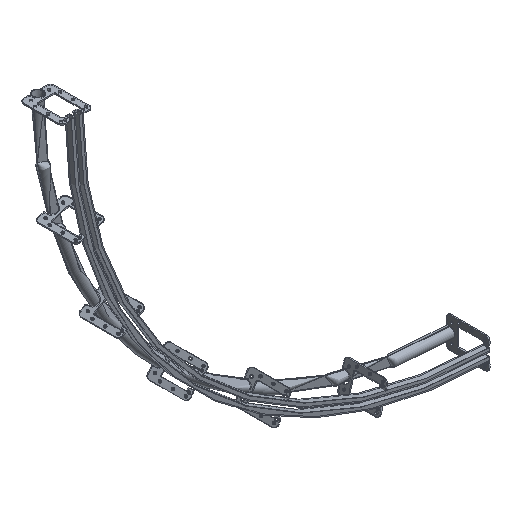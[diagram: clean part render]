
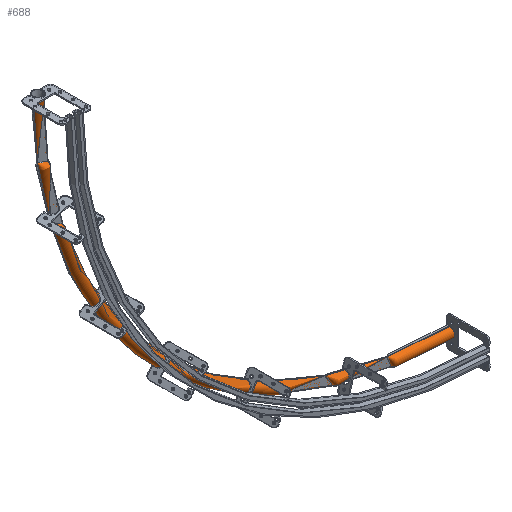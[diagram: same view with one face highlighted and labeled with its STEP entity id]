
A CAD part, isometric view. The second image highlights one B-rep face of the part: STEP entity #688.
In plain terms, the highlighted toroidal (fillet/blend) face has major radius 1000 mm and minor radius 12.7 mm.
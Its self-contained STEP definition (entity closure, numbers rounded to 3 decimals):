
#263 = CARTESIAN_POINT ( 'NONE',  ( 0., 0., -1000. ) ) ;
#272 = CARTESIAN_POINT ( 'NONE',  ( 0., 0., 0. ) ) ;
#396 = VERTEX_POINT ( 'NONE', #3041 ) ;
#455 = DIRECTION ( 'NONE',  ( 0., 0., 1. ) ) ;
#456 = CARTESIAN_POINT ( 'NONE',  ( 0., 0., -987.3 ) ) ;
#494 = DIRECTION ( 'NONE',  ( -1., 0., 0. ) ) ;
#525 = VERTEX_POINT ( 'NONE', #1714 ) ;
#614 = TOROIDAL_SURFACE ( 'NONE', #2598, 1000., 12.7 ) ;
#688 = ADVANCED_FACE ( 'NONE', ( #1438 ), #614, .T. ) ;
#973 = AXIS2_PLACEMENT_3D ( 'NONE', #3180, #455, #3132 ) ;
#1008 = DIRECTION ( 'NONE',  ( 0., 0., 1. ) ) ;
#1101 = EDGE_CURVE ( 'NONE', #525, #2685, #2679, .T. ) ;
#1211 = DIRECTION ( 'NONE',  ( 0., 1., 0. ) ) ;
#1386 = ORIENTED_EDGE ( 'NONE', *, *, #1592, .F. ) ;
#1438 = FACE_OUTER_BOUND ( 'NONE', #2023, .T. ) ;
#1454 = DIRECTION ( 'NONE',  ( 0., 0., 1. ) ) ;
#1547 = CARTESIAN_POINT ( 'NONE',  ( -987.3, 0., 0. ) ) ;
#1592 = EDGE_CURVE ( 'NONE', #396, #525, #2254, .T. ) ;
#1714 = CARTESIAN_POINT ( 'NONE',  ( -1012.7, 0., 0. ) ) ;
#1792 = AXIS2_PLACEMENT_3D ( 'NONE', #263, #494, #3184 ) ;
#1900 = EDGE_CURVE ( 'NONE', #396, #2536, #3202, .T. ) ;
#1955 = CARTESIAN_POINT ( 'NONE',  ( 0., 0., 0. ) ) ;
#2020 = DIRECTION ( 'NONE',  ( 0., 1., 0. ) ) ;
#2023 = EDGE_LOOP ( 'NONE', ( #1386, #2455, #2481, #2577 ) ) ;
#2227 = AXIS2_PLACEMENT_3D ( 'NONE', #2939, #2485, #1454 ) ;
#2254 = CIRCLE ( 'NONE', #2393, 1012.7 ) ;
#2312 = EDGE_CURVE ( 'NONE', #2536, #2685, #2760, .T. ) ;
#2393 = AXIS2_PLACEMENT_3D ( 'NONE', #1955, #1211, #2462 ) ;
#2455 = ORIENTED_EDGE ( 'NONE', *, *, #1900, .T. ) ;
#2462 = DIRECTION ( 'NONE',  ( 0., 0., 1. ) ) ;
#2481 = ORIENTED_EDGE ( 'NONE', *, *, #2312, .T. ) ;
#2485 = DIRECTION ( 'NONE',  ( 0., 1., 0. ) ) ;
#2536 = VERTEX_POINT ( 'NONE', #456 ) ;
#2577 = ORIENTED_EDGE ( 'NONE', *, *, #1101, .F. ) ;
#2598 = AXIS2_PLACEMENT_3D ( 'NONE', #272, #2020, #1008 ) ;
#2679 = CIRCLE ( 'NONE', #973, 12.7 ) ;
#2685 = VERTEX_POINT ( 'NONE', #1547 ) ;
#2760 = CIRCLE ( 'NONE', #2227, 987.3 ) ;
#2939 = CARTESIAN_POINT ( 'NONE',  ( 0., 0., 0. ) ) ;
#3041 = CARTESIAN_POINT ( 'NONE',  ( 0., 0., -1012.7 ) ) ;
#3132 = DIRECTION ( 'NONE',  ( 1., 0., 0. ) ) ;
#3180 = CARTESIAN_POINT ( 'NONE',  ( -1000., 0., 0. ) ) ;
#3184 = DIRECTION ( 'NONE',  ( 0., 0., 1. ) ) ;
#3202 = CIRCLE ( 'NONE', #1792, 12.7 ) ;
